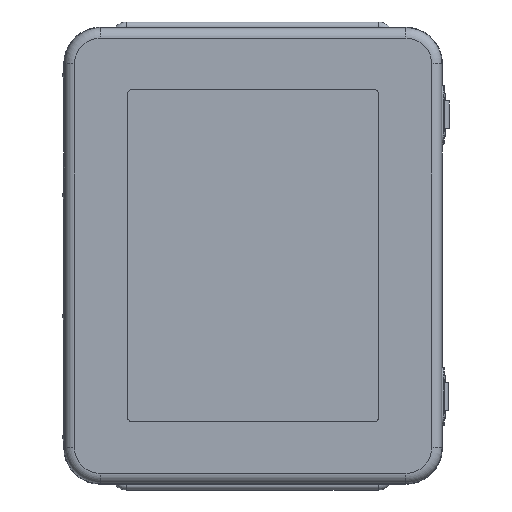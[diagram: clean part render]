
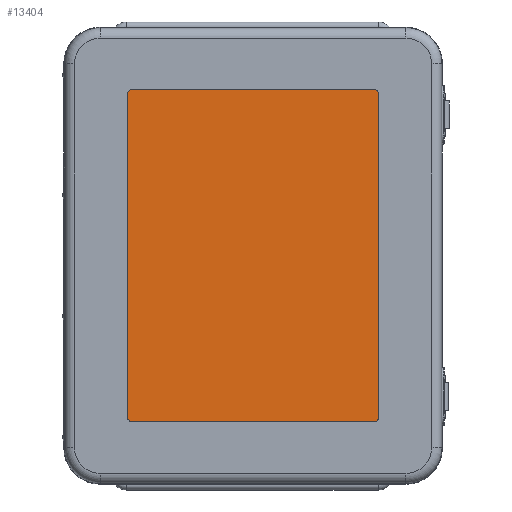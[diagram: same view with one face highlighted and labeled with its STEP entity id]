
A CAD part, top view. The second image highlights one B-rep face of the part: STEP entity #13404.
In plain terms, the highlighted planar face has unit normal (0, 0, 1).
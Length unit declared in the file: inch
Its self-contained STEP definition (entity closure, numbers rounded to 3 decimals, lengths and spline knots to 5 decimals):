
#747=LINE($,#22643,#1756);
#750=LINE($,#22651,#1759);
#753=LINE($,#22659,#1762);
#755=LINE($,#22665,#1764);
#1756=VECTOR($,#17085,8.);
#1759=VECTOR($,#17094,6.);
#1762=VECTOR($,#17103,8.);
#1764=VECTOR($,#17111,6.);
#2591=PLANE($,#14589);
#3826=FACE_OUTER_BOUND($,#4710,.T.);
#4710=EDGE_LOOP($,(#10610,#10611,#10612,#10613,#10614,#10615,#10616,#10617));
#5704=CIRCLE($,#14578,0.125);
#5705=CIRCLE($,#14581,0.125);
#5706=CIRCLE($,#14584,0.125);
#5707=CIRCLE($,#14587,0.125);
#6539=VERTEX_POINT($,#22635);
#6540=VERTEX_POINT($,#22637);
#6541=VERTEX_POINT($,#22641);
#6542=VERTEX_POINT($,#22645);
#6543=VERTEX_POINT($,#22649);
#6544=VERTEX_POINT($,#22653);
#6545=VERTEX_POINT($,#22657);
#6546=VERTEX_POINT($,#22661);
#8055=EDGE_CURVE($,#6539,#6540,#5704,.T.);
#8058=EDGE_CURVE($,#6541,#6539,#747,.T.);
#8060=EDGE_CURVE($,#6542,#6541,#5705,.T.);
#8062=EDGE_CURVE($,#6543,#6542,#750,.T.);
#8064=EDGE_CURVE($,#6544,#6543,#5706,.T.);
#8066=EDGE_CURVE($,#6545,#6544,#753,.T.);
#8068=EDGE_CURVE($,#6546,#6545,#5707,.T.);
#8069=EDGE_CURVE($,#6540,#6546,#755,.T.);
#10610=ORIENTED_EDGE($,*,*,#8069,.F.);
#10611=ORIENTED_EDGE($,*,*,#8055,.F.);
#10612=ORIENTED_EDGE($,*,*,#8058,.F.);
#10613=ORIENTED_EDGE($,*,*,#8060,.F.);
#10614=ORIENTED_EDGE($,*,*,#8062,.F.);
#10615=ORIENTED_EDGE($,*,*,#8064,.F.);
#10616=ORIENTED_EDGE($,*,*,#8066,.F.);
#10617=ORIENTED_EDGE($,*,*,#8068,.F.);
#13404=ADVANCED_FACE($,(#3826),#2591,.T.);
#14578=AXIS2_PLACEMENT_3D($,#22638,#17079,#17080);
#14581=AXIS2_PLACEMENT_3D($,#22647,#17089,#17090);
#14584=AXIS2_PLACEMENT_3D($,#22655,#17098,#17099);
#14587=AXIS2_PLACEMENT_3D($,#22663,#17107,#17108);
#14589=AXIS2_PLACEMENT_3D($,#22666,#17112,#17113);
#17079=DIRECTION('center_axis',(0.,0.,-1.));
#17080=DIRECTION('ref_axis',(0.,-1.,0.));
#17085=DIRECTION($,(0.,1.,0.));
#17089=DIRECTION('center_axis',(0.,0.,-1.));
#17090=DIRECTION('ref_axis',(1.,0.,0.));
#17094=DIRECTION($,(-1.,0.,0.));
#17098=DIRECTION('center_axis',(0.,0.,-1.));
#17099=DIRECTION('ref_axis',(0.,1.,0.));
#17103=DIRECTION($,(0.,-1.,0.));
#17107=DIRECTION('center_axis',(0.,0.,-1.));
#17108=DIRECTION('ref_axis',(-1.,0.,0.));
#17111=DIRECTION($,(1.,0.,0.));
#17112=DIRECTION('center_axis',(0.,0.,1.));
#17113=DIRECTION('ref_axis',(1.,0.,0.));
#22635=CARTESIAN_POINT('',(-3.125,4.,0.));
#22637=CARTESIAN_POINT('',(-3.,4.125,0.));
#22638=CARTESIAN_POINT('Origin',(-3.,4.,0.));
#22641=CARTESIAN_POINT('',(-3.125,-4.,0.));
#22643=CARTESIAN_POINT($,(-3.125,-4.,0.));
#22645=CARTESIAN_POINT('',(-3.,-4.125,0.));
#22647=CARTESIAN_POINT('Origin',(-3.,-4.,0.));
#22649=CARTESIAN_POINT('',(3.,-4.125,0.));
#22651=CARTESIAN_POINT($,(3.,-4.125,0.));
#22653=CARTESIAN_POINT('',(3.125,-4.,0.));
#22655=CARTESIAN_POINT('Origin',(3.,-4.,0.));
#22657=CARTESIAN_POINT('',(3.125,4.,0.));
#22659=CARTESIAN_POINT($,(3.125,4.,0.));
#22661=CARTESIAN_POINT('',(3.,4.125,0.));
#22663=CARTESIAN_POINT('Origin',(3.,4.,0.));
#22665=CARTESIAN_POINT($,(-3.,4.125,0.));
#22666=CARTESIAN_POINT('Origin',(0.,0.,0.));
